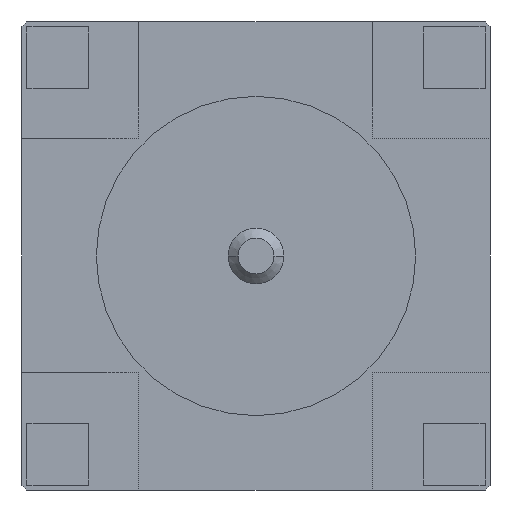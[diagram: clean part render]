
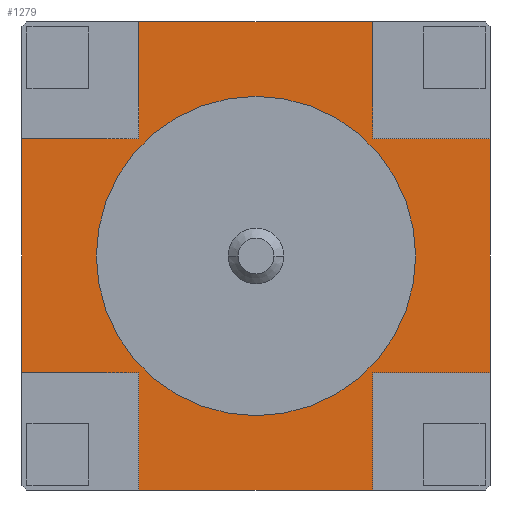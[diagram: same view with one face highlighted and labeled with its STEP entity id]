
A CAD part, left-side view. The second image highlights one B-rep face of the part: STEP entity #1279.
In plain terms, the highlighted planar face has unit normal (-1, 0, 0).
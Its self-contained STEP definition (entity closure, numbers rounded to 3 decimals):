
#49=DIRECTION('',(0.,1.,0.));
#50=VECTOR('',#49,2.997);
#51=CARTESIAN_POINT('',(0.406,-1.499,-2.997));
#52=LINE('',#51,#50);
#123=DIRECTION('',(0.,0.,1.));
#124=VECTOR('',#123,2.997);
#125=CARTESIAN_POINT('',(0.406,2.997,-1.499));
#126=LINE('',#125,#124);
#131=DIRECTION('',(0.,-1.,0.));
#132=VECTOR('',#131,1.499);
#133=CARTESIAN_POINT('',(0.406,-1.499,-1.499));
#134=LINE('',#133,#132);
#135=DIRECTION('',(0.,0.,1.));
#136=VECTOR('',#135,1.499);
#137=CARTESIAN_POINT('',(0.406,-1.499,-2.997));
#138=LINE('',#137,#136);
#139=DIRECTION('',(0.,0.,-1.));
#140=VECTOR('',#139,1.499);
#141=CARTESIAN_POINT('',(0.406,1.499,-1.499));
#142=LINE('',#141,#140);
#143=DIRECTION('',(0.,-1.,0.));
#144=VECTOR('',#143,1.499);
#145=CARTESIAN_POINT('',(0.406,2.997,-1.499));
#146=LINE('',#145,#144);
#147=DIRECTION('',(0.,1.,0.));
#148=VECTOR('',#147,1.499);
#149=CARTESIAN_POINT('',(0.406,1.499,1.499));
#150=LINE('',#149,#148);
#151=DIRECTION('',(0.,0.,-1.));
#152=VECTOR('',#151,1.499);
#153=CARTESIAN_POINT('',(0.406,1.499,2.997));
#154=LINE('',#153,#152);
#155=DIRECTION('',(0.,0.,1.));
#156=VECTOR('',#155,1.499);
#157=CARTESIAN_POINT('',(0.406,-1.499,1.499));
#158=LINE('',#157,#156);
#159=DIRECTION('',(0.,1.,0.));
#160=VECTOR('',#159,1.499);
#161=CARTESIAN_POINT('',(0.406,-2.997,1.499));
#162=LINE('',#161,#160);
#163=CARTESIAN_POINT('',(0.406,0.,0.));
#164=DIRECTION('',(-1.,0.,0.));
#165=DIRECTION('',(0.,1.,0.));
#166=AXIS2_PLACEMENT_3D('',#163,#164,#165);
#168=CARTESIAN_POINT('',(0.406,0.,0.));
#169=DIRECTION('',(-1.,0.,0.));
#170=DIRECTION('',(0.,-1.,0.));
#171=AXIS2_PLACEMENT_3D('',#168,#169,#170);
#218=DIRECTION('',(0.,0.,1.));
#219=VECTOR('',#218,2.997);
#220=CARTESIAN_POINT('',(0.406,-2.997,-1.499));
#221=LINE('',#220,#219);
#291=DIRECTION('',(0.,1.,0.));
#292=VECTOR('',#291,2.997);
#293=CARTESIAN_POINT('',(0.406,-1.499,2.997));
#294=LINE('',#293,#292);
#892=CARTESIAN_POINT('',(0.406,2.997,-1.499));
#894=VERTEX_POINT('',#892);
#896=CARTESIAN_POINT('',(0.406,2.997,1.499));
#898=VERTEX_POINT('',#896);
#900=CARTESIAN_POINT('',(0.406,-2.997,-1.499));
#902=VERTEX_POINT('',#900);
#904=CARTESIAN_POINT('',(0.406,-2.997,1.499));
#906=VERTEX_POINT('',#904);
#923=CARTESIAN_POINT('',(0.406,1.499,-2.997));
#924=VERTEX_POINT('',#923);
#925=CARTESIAN_POINT('',(0.406,-1.499,-2.997));
#926=VERTEX_POINT('',#925);
#927=CARTESIAN_POINT('',(0.406,1.499,2.997));
#928=VERTEX_POINT('',#927);
#929=CARTESIAN_POINT('',(0.406,-1.499,2.997));
#930=VERTEX_POINT('',#929);
#931=CARTESIAN_POINT('',(0.406,1.499,-1.499));
#932=VERTEX_POINT('',#931);
#933=CARTESIAN_POINT('',(0.406,-1.499,-1.499));
#934=VERTEX_POINT('',#933);
#935=CARTESIAN_POINT('',(0.406,1.499,1.499));
#936=VERTEX_POINT('',#935);
#937=CARTESIAN_POINT('',(0.406,-1.499,1.499));
#938=VERTEX_POINT('',#937);
#939=CARTESIAN_POINT('',(0.406,2.045,0.));
#940=CARTESIAN_POINT('',(0.406,-2.045,0.));
#941=VERTEX_POINT('',#939);
#942=VERTEX_POINT('',#940);
#1246=CARTESIAN_POINT('',(0.406,0.,0.));
#1247=DIRECTION('',(-1.,0.,0.));
#1248=DIRECTION('',(0.,0.,1.));
#1249=AXIS2_PLACEMENT_3D('',#1246,#1247,#1248);
#1250=PLANE('',#1249);
#1252=ORIENTED_EDGE('',*,*,#1251,.F.);
#1254=ORIENTED_EDGE('',*,*,#1253,.F.);
#1255=ORIENTED_EDGE('',*,*,#1142,.T.);
#1256=ORIENTED_EDGE('',*,*,#1167,.F.);
#1257=ORIENTED_EDGE('',*,*,#1241,.F.);
#1258=ORIENTED_EDGE('',*,*,#1228,.T.);
#1260=ORIENTED_EDGE('',*,*,#1259,.F.);
#1262=ORIENTED_EDGE('',*,*,#1261,.F.);
#1264=ORIENTED_EDGE('',*,*,#1263,.F.);
#1266=ORIENTED_EDGE('',*,*,#1265,.F.);
#1268=ORIENTED_EDGE('',*,*,#1267,.F.);
#1270=ORIENTED_EDGE('',*,*,#1269,.F.);
#1271=EDGE_LOOP('',(#1252,#1254,#1255,#1256,#1257,#1258,#1260,#1262,#1264,#1266,
#1268,#1270));
#1272=FACE_OUTER_BOUND('',#1271,.F.);
#1274=ORIENTED_EDGE('',*,*,#1273,.T.);
#1276=ORIENTED_EDGE('',*,*,#1275,.T.);
#1277=EDGE_LOOP('',(#1274,#1276));
#1278=FACE_BOUND('',#1277,.F.);
#1279=ADVANCED_FACE('',(#1272,#1278),#1250,.T.);
#167=CIRCLE('',#166,2.045);
#172=CIRCLE('',#171,2.045);
#1142=EDGE_CURVE('',#926,#924,#52,.T.);
#1167=EDGE_CURVE('',#932,#924,#142,.T.);
#1228=EDGE_CURVE('',#894,#898,#126,.T.);
#1241=EDGE_CURVE('',#894,#932,#146,.T.);
#1251=EDGE_CURVE('',#934,#902,#134,.T.);
#1253=EDGE_CURVE('',#926,#934,#138,.T.);
#1259=EDGE_CURVE('',#936,#898,#150,.T.);
#1261=EDGE_CURVE('',#928,#936,#154,.T.);
#1263=EDGE_CURVE('',#930,#928,#294,.T.);
#1265=EDGE_CURVE('',#938,#930,#158,.T.);
#1267=EDGE_CURVE('',#906,#938,#162,.T.);
#1269=EDGE_CURVE('',#902,#906,#221,.T.);
#1273=EDGE_CURVE('',#941,#942,#167,.T.);
#1275=EDGE_CURVE('',#942,#941,#172,.T.);
